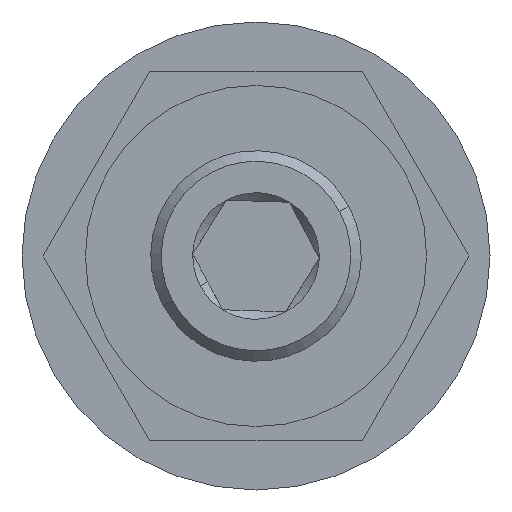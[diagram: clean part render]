
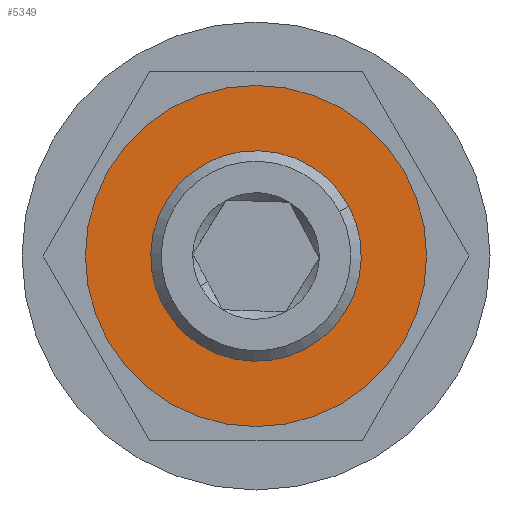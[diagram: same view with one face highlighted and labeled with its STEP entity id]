
A CAD part, front view. The second image highlights one B-rep face of the part: STEP entity #5349.
In plain terms, the highlighted face is planar.
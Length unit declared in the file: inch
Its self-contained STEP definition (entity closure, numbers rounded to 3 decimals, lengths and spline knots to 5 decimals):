
#453 = AXIS2_PLACEMENT_3D ( 'NONE', #5727, #14441, #9219 ) ;
#726 = AXIS2_PLACEMENT_3D ( 'NONE', #11214, #22005, #11284 ) ;
#915 = CARTESIAN_POINT ( 'NONE',  ( 0., 0., -0.03 ) ) ;
#1001 = DIRECTION ( 'NONE',  ( 0., 0., 1. ) ) ;
#1024 = EDGE_LOOP ( 'NONE', ( #10123, #21340 ) ) ;
#1207 = VERTEX_POINT ( 'NONE', #3204 ) ;
#1784 = CARTESIAN_POINT ( 'NONE',  ( 0., 0., -0.03 ) ) ;
#1930 = EDGE_CURVE ( 'NONE', #17747, #15885, #19889, .T. ) ;
#2963 = EDGE_CURVE ( 'NONE', #1207, #7701, #22075, .T. ) ;
#3204 = CARTESIAN_POINT ( 'NONE',  ( 0.09375, 0., -0.03 ) ) ;
#3728 = DIRECTION ( 'NONE',  ( 1., 0., 0. ) ) ;
#4788 = CARTESIAN_POINT ( 'NONE',  ( 0.21875, 0., -0.03 ) ) ;
#5349 = ADVANCED_FACE ( 'NONE', ( #17053, #8530 ), #10715, .F. ) ;
#5727 = CARTESIAN_POINT ( 'NONE',  ( 0., 0., -0.03 ) ) ;
#6628 = AXIS2_PLACEMENT_3D ( 'NONE', #7735, #1001, #16763 ) ;
#6932 = AXIS2_PLACEMENT_3D ( 'NONE', #915, #7971, #9779 ) ;
#7524 = EDGE_CURVE ( 'NONE', #15885, #17747, #17296, .T. ) ;
#7701 = VERTEX_POINT ( 'NONE', #16738 ) ;
#7735 = CARTESIAN_POINT ( 'NONE',  ( 0., 0., -0.03 ) ) ;
#7971 = DIRECTION ( 'NONE',  ( 0., 0., 1. ) ) ;
#8530 = FACE_OUTER_BOUND ( 'NONE', #1024, .T. ) ;
#9219 = DIRECTION ( 'NONE',  ( 1., 0., 0. ) ) ;
#9779 = DIRECTION ( 'NONE',  ( 1., 0., 0. ) ) ;
#9949 = ORIENTED_EDGE ( 'NONE', *, *, #18823, .T. ) ;
#10123 = ORIENTED_EDGE ( 'NONE', *, *, #7524, .F. ) ;
#10636 = DIRECTION ( 'NONE',  ( 0., 0., 1. ) ) ;
#10715 = PLANE ( 'NONE',  #19385 ) ;
#11214 = CARTESIAN_POINT ( 'NONE',  ( 0., 0., -0.03 ) ) ;
#11284 = DIRECTION ( 'NONE',  ( 1., 0., 0. ) ) ;
#14441 = DIRECTION ( 'NONE',  ( 0., 0., 1. ) ) ;
#15885 = VERTEX_POINT ( 'NONE', #4788 ) ;
#16738 = CARTESIAN_POINT ( 'NONE',  ( -0.09375, 0., -0.03 ) ) ;
#16763 = DIRECTION ( 'NONE',  ( 1., 0., 0. ) ) ;
#17053 = FACE_BOUND ( 'NONE', #17433, .T. ) ;
#17296 = CIRCLE ( 'NONE', #726, 0.21875 ) ;
#17433 = EDGE_LOOP ( 'NONE', ( #18541, #9949 ) ) ;
#17747 = VERTEX_POINT ( 'NONE', #19120 ) ;
#18541 = ORIENTED_EDGE ( 'NONE', *, *, #2963, .T. ) ;
#18823 = EDGE_CURVE ( 'NONE', #7701, #1207, #19139, .T. ) ;
#19120 = CARTESIAN_POINT ( 'NONE',  ( -0.21875, 0., -0.03 ) ) ;
#19139 = CIRCLE ( 'NONE', #453, 0.09375 ) ;
#19385 = AXIS2_PLACEMENT_3D ( 'NONE', #1784, #10636, #3728 ) ;
#19889 = CIRCLE ( 'NONE', #6628, 0.21875 ) ;
#21340 = ORIENTED_EDGE ( 'NONE', *, *, #1930, .F. ) ;
#22005 = DIRECTION ( 'NONE',  ( 0., 0., 1. ) ) ;
#22075 = CIRCLE ( 'NONE', #6932, 0.09375 ) ;
